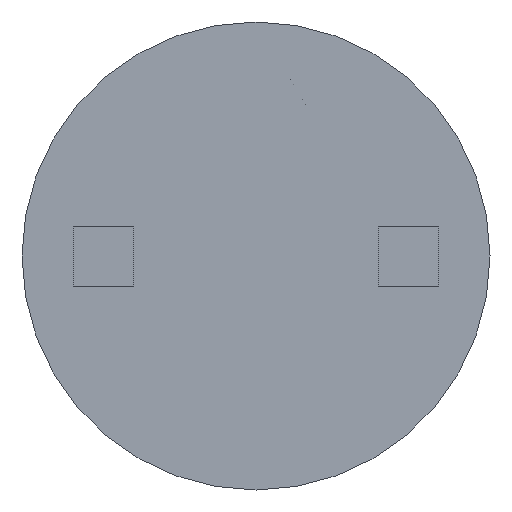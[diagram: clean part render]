
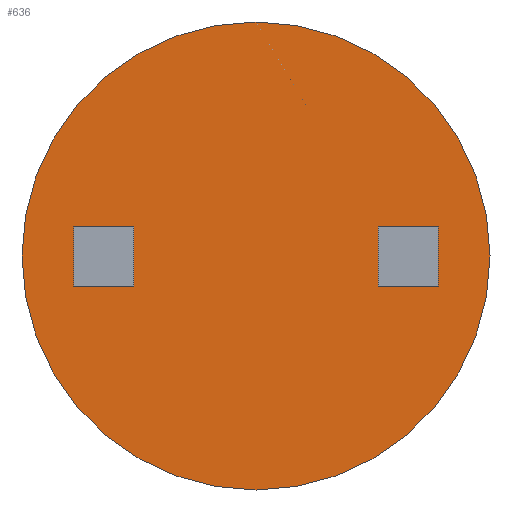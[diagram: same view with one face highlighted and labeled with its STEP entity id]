
A CAD part, front view. The second image highlights one B-rep face of the part: STEP entity #636.
In plain terms, the highlighted planar face has unit normal (0, -1, 0).
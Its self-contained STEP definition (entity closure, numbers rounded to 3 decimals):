
#6 = LINE ( 'NONE', #385, #68 ) ;
#13 = EDGE_CURVE ( 'NONE', #281, #113, #82, .T. ) ;
#14 = LINE ( 'NONE', #178, #429 ) ;
#32 = DIRECTION ( 'NONE',  ( 0., 0., -1. ) ) ;
#35 = EDGE_LOOP ( 'NONE', ( #593, #94 ) ) ;
#48 = VECTOR ( 'NONE', #329, 1000. ) ;
#56 = CARTESIAN_POINT ( 'NONE',  ( 1.52, 0., 0.25 ) ) ;
#68 = VECTOR ( 'NONE', #482, 1000. ) ;
#69 = VERTEX_POINT ( 'NONE', #594 ) ;
#70 = VERTEX_POINT ( 'NONE', #187 ) ;
#77 = FACE_BOUND ( 'NONE', #83, .T. ) ;
#80 = VECTOR ( 'NONE', #616, 1000. ) ;
#82 = CIRCLE ( 'NONE', #471, 1.95 ) ;
#83 = EDGE_LOOP ( 'NONE', ( #513, #211, #604, #682 ) ) ;
#93 = CARTESIAN_POINT ( 'NONE',  ( -1.02, 0., -0.25 ) ) ;
#94 = ORIENTED_EDGE ( 'NONE', *, *, #13, .F. ) ;
#113 = VERTEX_POINT ( 'NONE', #552 ) ;
#119 = VERTEX_POINT ( 'NONE', #493 ) ;
#161 = CARTESIAN_POINT ( 'NONE',  ( 0., 0., 0. ) ) ;
#178 = CARTESIAN_POINT ( 'NONE',  ( 1.52, 0., 0.25 ) ) ;
#182 = ORIENTED_EDGE ( 'NONE', *, *, #633, .F. ) ;
#187 = CARTESIAN_POINT ( 'NONE',  ( -1.52, 0., -0.25 ) ) ;
#188 = VERTEX_POINT ( 'NONE', #625 ) ;
#195 = CARTESIAN_POINT ( 'NONE',  ( 1.52, 0., 0.25 ) ) ;
#209 = LINE ( 'NONE', #524, #48 ) ;
#211 = ORIENTED_EDGE ( 'NONE', *, *, #481, .F. ) ;
#213 = VERTEX_POINT ( 'NONE', #648 ) ;
#219 = VERTEX_POINT ( 'NONE', #433 ) ;
#221 = AXIS2_PLACEMENT_3D ( 'NONE', #161, #421, #308 ) ;
#223 = EDGE_CURVE ( 'NONE', #485, #69, #209, .T. ) ;
#224 = LINE ( 'NONE', #56, #309 ) ;
#227 = EDGE_CURVE ( 'NONE', #213, #188, #360, .T. ) ;
#246 = DIRECTION ( 'NONE',  ( 0., 0., 1. ) ) ;
#259 = LINE ( 'NONE', #457, #601 ) ;
#271 = EDGE_CURVE ( 'NONE', #618, #219, #14, .T. ) ;
#276 = CARTESIAN_POINT ( 'NONE',  ( 0., 0., 0. ) ) ;
#278 = DIRECTION ( 'NONE',  ( 0., 0., 1. ) ) ;
#281 = VERTEX_POINT ( 'NONE', #595 ) ;
#296 = EDGE_CURVE ( 'NONE', #188, #618, #224, .T. ) ;
#308 = DIRECTION ( 'NONE',  ( 0., 0., 1. ) ) ;
#309 = VECTOR ( 'NONE', #546, 1000. ) ;
#312 = CARTESIAN_POINT ( 'NONE',  ( 1.02, 0., 0.25 ) ) ;
#329 = DIRECTION ( 'NONE',  ( 0., 0., 1. ) ) ;
#330 = VECTOR ( 'NONE', #32, 1000. ) ;
#337 = DIRECTION ( 'NONE',  ( -1., 0., 0. ) ) ;
#360 = LINE ( 'NONE', #599, #602 ) ;
#361 = EDGE_CURVE ( 'NONE', #70, #485, #6, .T. ) ;
#367 = LINE ( 'NONE', #312, #330 ) ;
#383 = DIRECTION ( 'NONE',  ( 1., 0., 0. ) ) ;
#385 = CARTESIAN_POINT ( 'NONE',  ( -1.52, 0., -0.25 ) ) ;
#412 = DIRECTION ( 'NONE',  ( -1., 0., 0. ) ) ;
#421 = DIRECTION ( 'NONE',  ( 0., 1., 0. ) ) ;
#428 = LINE ( 'NONE', #508, #80 ) ;
#429 = VECTOR ( 'NONE', #337, 1000. ) ;
#432 = AXIS2_PLACEMENT_3D ( 'NONE', #622, #455, #246 ) ;
#433 = CARTESIAN_POINT ( 'NONE',  ( 1.02, 0., 0.25 ) ) ;
#455 = DIRECTION ( 'NONE',  ( 0., 1., 0. ) ) ;
#457 = CARTESIAN_POINT ( 'NONE',  ( -1.52, 0., 0.25 ) ) ;
#471 = AXIS2_PLACEMENT_3D ( 'NONE', #276, #651, #278 ) ;
#481 = EDGE_CURVE ( 'NONE', #69, #119, #259, .T. ) ;
#482 = DIRECTION ( 'NONE',  ( 1., 0., 0. ) ) ;
#485 = VERTEX_POINT ( 'NONE', #93 ) ;
#493 = CARTESIAN_POINT ( 'NONE',  ( -1.52, 0., 0.25 ) ) ;
#508 = CARTESIAN_POINT ( 'NONE',  ( -1.52, 0., 0.25 ) ) ;
#513 = ORIENTED_EDGE ( 'NONE', *, *, #541, .F. ) ;
#523 = FACE_OUTER_BOUND ( 'NONE', #35, .T. ) ;
#524 = CARTESIAN_POINT ( 'NONE',  ( -1.02, 0., 0.25 ) ) ;
#525 = CIRCLE ( 'NONE', #432, 1.95 ) ;
#530 = EDGE_CURVE ( 'NONE', #113, #281, #525, .T. ) ;
#541 = EDGE_CURVE ( 'NONE', #119, #70, #428, .T. ) ;
#545 = ORIENTED_EDGE ( 'NONE', *, *, #227, .F. ) ;
#546 = DIRECTION ( 'NONE',  ( 0., 0., 1. ) ) ;
#552 = CARTESIAN_POINT ( 'NONE',  ( 0., 0., 1.95 ) ) ;
#573 = PLANE ( 'NONE',  #221 ) ;
#593 = ORIENTED_EDGE ( 'NONE', *, *, #530, .F. ) ;
#594 = CARTESIAN_POINT ( 'NONE',  ( -1.02, 0., 0.25 ) ) ;
#595 = CARTESIAN_POINT ( 'NONE',  ( 0., 0., -1.95 ) ) ;
#599 = CARTESIAN_POINT ( 'NONE',  ( 1.52, 0., -0.25 ) ) ;
#601 = VECTOR ( 'NONE', #412, 1000. ) ;
#602 = VECTOR ( 'NONE', #383, 1000. ) ;
#604 = ORIENTED_EDGE ( 'NONE', *, *, #223, .F. ) ;
#616 = DIRECTION ( 'NONE',  ( 0., 0., -1. ) ) ;
#618 = VERTEX_POINT ( 'NONE', #195 ) ;
#622 = CARTESIAN_POINT ( 'NONE',  ( 0., 0., 0. ) ) ;
#625 = CARTESIAN_POINT ( 'NONE',  ( 1.52, 0., -0.25 ) ) ;
#633 = EDGE_CURVE ( 'NONE', #219, #213, #367, .T. ) ;
#634 = FACE_BOUND ( 'NONE', #672, .T. ) ;
#636 = ADVANCED_FACE ( 'NONE', ( #77, #523, #634 ), #573, .F. ) ;
#648 = CARTESIAN_POINT ( 'NONE',  ( 1.02, 0., -0.25 ) ) ;
#651 = DIRECTION ( 'NONE',  ( 0., 1., 0. ) ) ;
#672 = EDGE_LOOP ( 'NONE', ( #700, #683, #545, #182 ) ) ;
#682 = ORIENTED_EDGE ( 'NONE', *, *, #361, .F. ) ;
#683 = ORIENTED_EDGE ( 'NONE', *, *, #296, .F. ) ;
#700 = ORIENTED_EDGE ( 'NONE', *, *, #271, .F. ) ;
